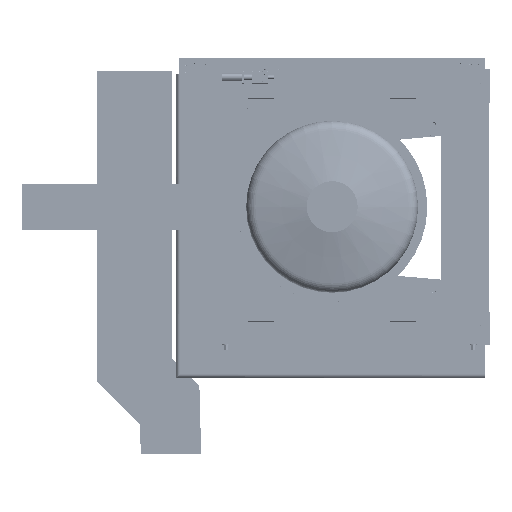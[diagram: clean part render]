
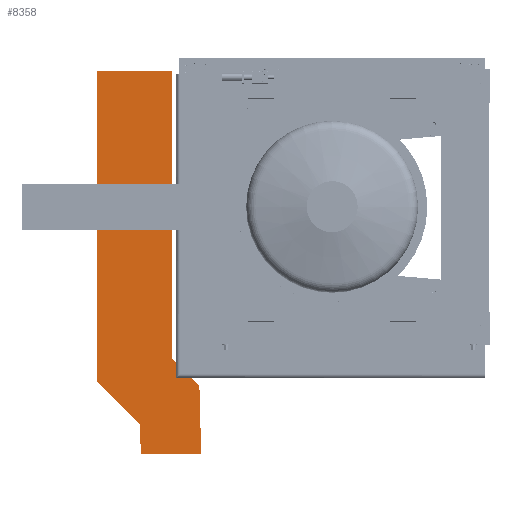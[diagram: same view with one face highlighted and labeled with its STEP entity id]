
A CAD part, top view. The second image highlights one B-rep face of the part: STEP entity #8358.
In plain terms, the highlighted planar face has unit normal (0, 0, 1).
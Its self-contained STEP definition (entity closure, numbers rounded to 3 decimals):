
#8358=ADVANCED_FACE('',(#11805),#10757,.F.);
#10757=PLANE('',#41630);
#11805=FACE_OUTER_BOUND('',#13288,.T.);
#13288=EDGE_LOOP('',(#17107,#17108,#17109,#17110,#17111,#17112,#17113,#17114));
#17107=ORIENTED_EDGE('',*,*,#31291,.F.);
#17108=ORIENTED_EDGE('',*,*,#31292,.T.);
#17109=ORIENTED_EDGE('',*,*,#31293,.T.);
#17110=ORIENTED_EDGE('',*,*,#31294,.T.);
#17111=ORIENTED_EDGE('',*,*,#31295,.F.);
#17112=ORIENTED_EDGE('',*,*,#31296,.T.);
#17113=ORIENTED_EDGE('',*,*,#31297,.T.);
#17114=ORIENTED_EDGE('',*,*,#31298,.T.);
#27505=VERTEX_POINT('',#59403);
#27506=VERTEX_POINT('',#59404);
#27507=VERTEX_POINT('',#59406);
#27508=VERTEX_POINT('',#59408);
#27509=VERTEX_POINT('',#59410);
#27510=VERTEX_POINT('',#59412);
#27511=VERTEX_POINT('',#59414);
#27512=VERTEX_POINT('',#59416);
#31291=EDGE_CURVE('',#27505,#27506,#36516,.T.);
#31292=EDGE_CURVE('',#27505,#27507,#36517,.T.);
#31293=EDGE_CURVE('',#27507,#27508,#36518,.T.);
#31294=EDGE_CURVE('',#27508,#27509,#36519,.T.);
#31295=EDGE_CURVE('',#27510,#27509,#36520,.T.);
#31296=EDGE_CURVE('',#27510,#27511,#36521,.T.);
#31297=EDGE_CURVE('',#27511,#27512,#36522,.T.);
#31298=EDGE_CURVE('',#27512,#27506,#36523,.T.);
#36516=LINE('',#59402,#38998);
#36517=LINE('',#59405,#38999);
#36518=LINE('',#59407,#39000);
#36519=LINE('',#59409,#39001);
#36520=LINE('',#59411,#39002);
#36521=LINE('',#59413,#39003);
#36522=LINE('',#59415,#39004);
#36523=LINE('',#59417,#39005);
#38998=VECTOR('',#46748,1.);
#38999=VECTOR('',#46749,1.);
#39000=VECTOR('',#46750,1.);
#39001=VECTOR('',#46751,1.);
#39002=VECTOR('',#46752,1.);
#39003=VECTOR('',#46753,1.);
#39004=VECTOR('',#46754,1.);
#39005=VECTOR('',#46755,1.);
#41630=AXIS2_PLACEMENT_3D('',#59418,#46756,#46757);
#46748=DIRECTION('',(0.,1.,0.));
#46749=DIRECTION('',(1.,0.026,0.));
#46750=DIRECTION('',(0.707,0.707,0.));
#46751=DIRECTION('',(1.,0.,0.));
#46752=DIRECTION('',(0.,-1.,0.));
#46753=DIRECTION('',(-1.,0.,0.));
#46754=DIRECTION('',(-0.707,-0.707,0.));
#46755=DIRECTION('',(-1.,-0.026,0.));
#46756=DIRECTION('',(0.,0.,-1.));
#46757=DIRECTION('',(1.,0.,0.));
#59402=CARTESIAN_POINT('',(-1785.,-300.,140.));
#59403=CARTESIAN_POINT('',(-1785.,73.585,140.));
#59404=CARTESIAN_POINT('',(-1785.,333.674,140.));
#59405=CARTESIAN_POINT('',(-5357.154,-19.955,140.));
#59406=CARTESIAN_POINT('',(-1493.789,81.211,140.));
#59407=CARTESIAN_POINT('',(-1493.789,81.211,140.));
#59408=CARTESIAN_POINT('',(-1375.,200.,140.));
#59409=CARTESIAN_POINT('',(-1375.,200.,140.));
#59410=CARTESIAN_POINT('',(-135.,200.,140.));
#59411=CARTESIAN_POINT('',(-135.,600.,140.));
#59412=CARTESIAN_POINT('',(-135.,520.,140.));
#59413=CARTESIAN_POINT('',(-75.,520.,140.));
#59414=CARTESIAN_POINT('',(-1475.,520.,140.));
#59415=CARTESIAN_POINT('',(-1475.,520.,140.));
#59416=CARTESIAN_POINT('',(-1658.,337.,140.));
#59417=CARTESIAN_POINT('',(-1658.,337.,140.));
#59418=CARTESIAN_POINT('',(-95.,180.,140.));
